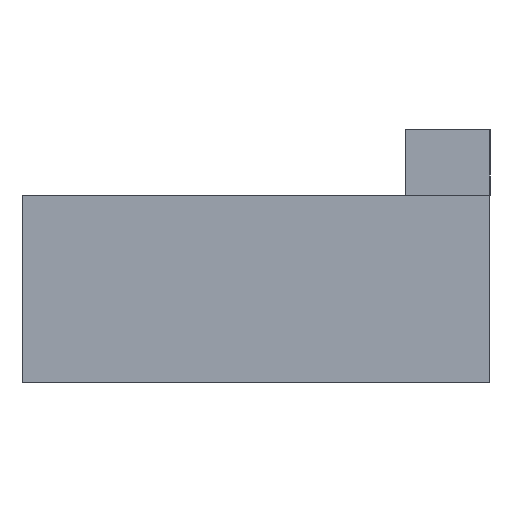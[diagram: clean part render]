
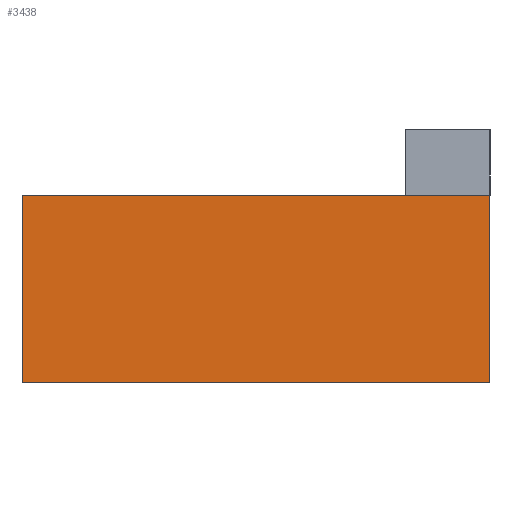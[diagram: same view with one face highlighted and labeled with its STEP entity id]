
A CAD part, left-side view. The second image highlights one B-rep face of the part: STEP entity #3438.
In plain terms, the highlighted planar face has unit normal (-1, 0, 0).
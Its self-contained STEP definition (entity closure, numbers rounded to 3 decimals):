
#159 = PLANE('',#160);
#160 = AXIS2_PLACEMENT_3D('',#161,#162,#163);
#161 = CARTESIAN_POINT('',(26.162,12.7,5.08));
#162 = DIRECTION('',(-0.,0.,-1.));
#163 = DIRECTION('',(-1.,0.,0.));
#317 = PLANE('',#318);
#318 = AXIS2_PLACEMENT_3D('',#319,#320,#321);
#319 = CARTESIAN_POINT('',(13.081,0.,2.54));
#320 = DIRECTION('',(0.,-1.,0.));
#321 = DIRECTION('',(1.,0.,0.));
#460 = VERTEX_POINT('',#461);
#461 = CARTESIAN_POINT('',(0.,12.7,5.08));
#475 = PLANE('',#476);
#476 = AXIS2_PLACEMENT_3D('',#477,#478,#479);
#477 = CARTESIAN_POINT('',(13.081,12.7,2.54));
#478 = DIRECTION('',(0.,-1.,0.));
#479 = DIRECTION('',(1.,0.,0.));
#819 = VERTEX_POINT('',#820);
#820 = CARTESIAN_POINT('',(0.,0.,5.08));
#841 = EDGE_CURVE('',#460,#819,#842,.T.);
#842 = SURFACE_CURVE('',#843,(#847,#854),.PCURVE_S1.);
#843 = LINE('',#844,#845);
#844 = CARTESIAN_POINT('',(0.,12.7,5.08));
#845 = VECTOR('',#846,1.);
#846 = DIRECTION('',(0.,-1.,0.));
#847 = PCURVE('',#159,#848);
#848 = DEFINITIONAL_REPRESENTATION('',(#849),#853);
#849 = LINE('',#850,#851);
#850 = CARTESIAN_POINT('',(26.162,0.));
#851 = VECTOR('',#852,1.);
#852 = DIRECTION('',(0.,-1.));
#853 = ( GEOMETRIC_REPRESENTATION_CONTEXT(2) 
PARAMETRIC_REPRESENTATION_CONTEXT() REPRESENTATION_CONTEXT('2D SPACE',''
  ) );
#854 = PCURVE('',#855,#860);
#855 = PLANE('',#856);
#856 = AXIS2_PLACEMENT_3D('',#857,#858,#859);
#857 = CARTESIAN_POINT('',(0.,12.7,5.08));
#858 = DIRECTION('',(1.,0.,0.));
#859 = DIRECTION('',(0.,0.,-1.));
#860 = DEFINITIONAL_REPRESENTATION('',(#861),#865);
#861 = LINE('',#862,#863);
#862 = CARTESIAN_POINT('',(0.,0.));
#863 = VECTOR('',#864,1.);
#864 = DIRECTION('',(0.,-1.));
#865 = ( GEOMETRIC_REPRESENTATION_CONTEXT(2) 
PARAMETRIC_REPRESENTATION_CONTEXT() REPRESENTATION_CONTEXT('2D SPACE',''
  ) );
#905 = VERTEX_POINT('',#906);
#906 = CARTESIAN_POINT('',(0.,0.,0.));
#922 = PLANE('',#923);
#923 = AXIS2_PLACEMENT_3D('',#924,#925,#926);
#924 = CARTESIAN_POINT('',(0.,12.7,0.));
#925 = DIRECTION('',(0.,0.,1.));
#926 = DIRECTION('',(1.,0.,0.));
#1033 = EDGE_CURVE('',#819,#905,#1034,.T.);
#1034 = SURFACE_CURVE('',#1035,(#1039,#1046),.PCURVE_S1.);
#1035 = LINE('',#1036,#1037);
#1036 = CARTESIAN_POINT('',(0.,0.,5.08));
#1037 = VECTOR('',#1038,1.);
#1038 = DIRECTION('',(0.,0.,-1.));
#1039 = PCURVE('',#317,#1040);
#1040 = DEFINITIONAL_REPRESENTATION('',(#1041),#1045);
#1041 = LINE('',#1042,#1043);
#1042 = CARTESIAN_POINT('',(-13.081,2.54));
#1043 = VECTOR('',#1044,1.);
#1044 = DIRECTION('',(0.,-1.));
#1045 = ( GEOMETRIC_REPRESENTATION_CONTEXT(2) 
PARAMETRIC_REPRESENTATION_CONTEXT() REPRESENTATION_CONTEXT('2D SPACE',''
  ) );
#1046 = PCURVE('',#855,#1047);
#1047 = DEFINITIONAL_REPRESENTATION('',(#1048),#1052);
#1048 = LINE('',#1049,#1050);
#1049 = CARTESIAN_POINT('',(0.,-12.7));
#1050 = VECTOR('',#1051,1.);
#1051 = DIRECTION('',(1.,0.));
#1052 = ( GEOMETRIC_REPRESENTATION_CONTEXT(2) 
PARAMETRIC_REPRESENTATION_CONTEXT() REPRESENTATION_CONTEXT('2D SPACE',''
  ) );
#2232 = VERTEX_POINT('',#2233);
#2233 = CARTESIAN_POINT('',(0.,12.7,0.));
#2278 = EDGE_CURVE('',#460,#2232,#2279,.T.);
#2279 = SURFACE_CURVE('',#2280,(#2284,#2291),.PCURVE_S1.);
#2280 = LINE('',#2281,#2282);
#2281 = CARTESIAN_POINT('',(0.,12.7,5.08));
#2282 = VECTOR('',#2283,1.);
#2283 = DIRECTION('',(0.,0.,-1.));
#2284 = PCURVE('',#475,#2285);
#2285 = DEFINITIONAL_REPRESENTATION('',(#2286),#2290);
#2286 = LINE('',#2287,#2288);
#2287 = CARTESIAN_POINT('',(-13.081,2.54));
#2288 = VECTOR('',#2289,1.);
#2289 = DIRECTION('',(0.,-1.));
#2290 = ( GEOMETRIC_REPRESENTATION_CONTEXT(2) 
PARAMETRIC_REPRESENTATION_CONTEXT() REPRESENTATION_CONTEXT('2D SPACE',''
  ) );
#2291 = PCURVE('',#855,#2292);
#2292 = DEFINITIONAL_REPRESENTATION('',(#2293),#2297);
#2293 = LINE('',#2294,#2295);
#2294 = CARTESIAN_POINT('',(0.,0.));
#2295 = VECTOR('',#2296,1.);
#2296 = DIRECTION('',(1.,0.));
#2297 = ( GEOMETRIC_REPRESENTATION_CONTEXT(2) 
PARAMETRIC_REPRESENTATION_CONTEXT() REPRESENTATION_CONTEXT('2D SPACE',''
  ) );
#3438 = ADVANCED_FACE('',(#3439),#855,.F.);
#3439 = FACE_BOUND('',#3440,.F.);
#3440 = EDGE_LOOP('',(#3441,#3442,#3443,#3464));
#3441 = ORIENTED_EDGE('',*,*,#841,.T.);
#3442 = ORIENTED_EDGE('',*,*,#1033,.T.);
#3443 = ORIENTED_EDGE('',*,*,#3444,.F.);
#3444 = EDGE_CURVE('',#2232,#905,#3445,.T.);
#3445 = SURFACE_CURVE('',#3446,(#3450,#3457),.PCURVE_S1.);
#3446 = LINE('',#3447,#3448);
#3447 = CARTESIAN_POINT('',(0.,12.7,0.));
#3448 = VECTOR('',#3449,1.);
#3449 = DIRECTION('',(0.,-1.,0.));
#3450 = PCURVE('',#855,#3451);
#3451 = DEFINITIONAL_REPRESENTATION('',(#3452),#3456);
#3452 = LINE('',#3453,#3454);
#3453 = CARTESIAN_POINT('',(5.08,0.));
#3454 = VECTOR('',#3455,1.);
#3455 = DIRECTION('',(0.,-1.));
#3456 = ( GEOMETRIC_REPRESENTATION_CONTEXT(2) 
PARAMETRIC_REPRESENTATION_CONTEXT() REPRESENTATION_CONTEXT('2D SPACE',''
  ) );
#3457 = PCURVE('',#922,#3458);
#3458 = DEFINITIONAL_REPRESENTATION('',(#3459),#3463);
#3459 = LINE('',#3460,#3461);
#3460 = CARTESIAN_POINT('',(0.,0.));
#3461 = VECTOR('',#3462,1.);
#3462 = DIRECTION('',(0.,-1.));
#3463 = ( GEOMETRIC_REPRESENTATION_CONTEXT(2) 
PARAMETRIC_REPRESENTATION_CONTEXT() REPRESENTATION_CONTEXT('2D SPACE',''
  ) );
#3464 = ORIENTED_EDGE('',*,*,#2278,.F.);
